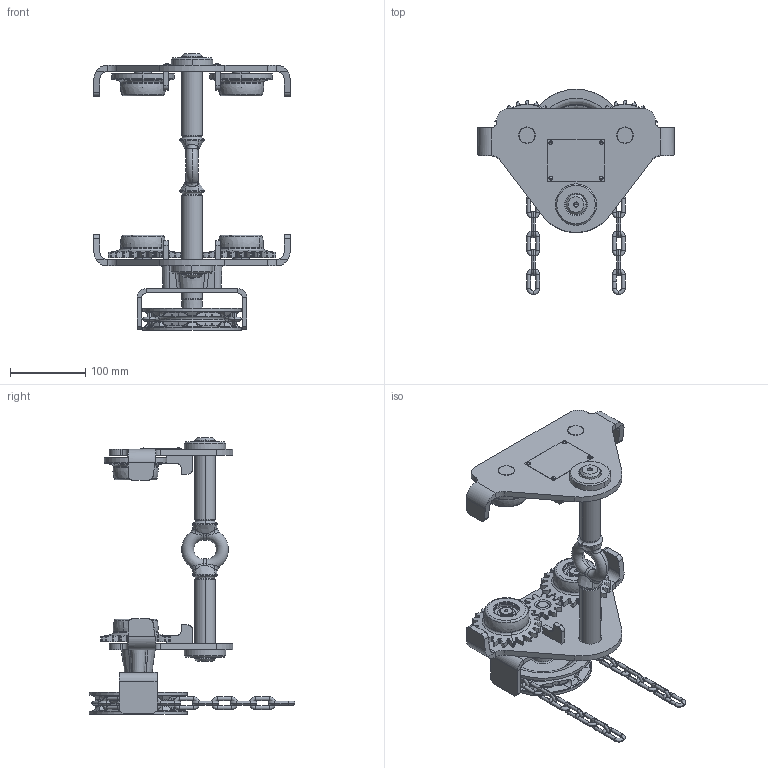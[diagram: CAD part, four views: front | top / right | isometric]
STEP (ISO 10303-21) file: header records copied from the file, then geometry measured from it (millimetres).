
FILE_DESCRIPTION (( 'STEP AP203' ), '1' );
FILE_NAME ('HTG-0,5t.STEP', '2012-10-25T07:58:07', ( '' ), ( '' ), 'SwSTEP 2.0', 'SolidWorks 2011', '' );
FILE_SCHEMA (( 'CONFIG_CONTROL_DESIGN' ));
Products named in the file (1): HTG-0,5t
Bounding box: 260 x 272.67 x 366.2 mm (x, y, z)
Volume: 1392087.6 mm3; surface area: 433115.6 mm2
Topology: 58 solids, 58 shells, 1878 faces, 4766 edges, 2943 vertices
Faces by surface type: cylinder 869, plane 336, torus 269, cone 242, bspline 112, sphere 50
Entity records: 65697 total; most frequent: CARTESIAN_POINT 20785, DIRECTION 9754, ORIENTED_EDGE 9348, EDGE_CURVE 4674, AXIS2_PLACEMENT_3D 4092, VERTEX_POINT 2923, CIRCLE 2325, EDGE_LOOP 2023
